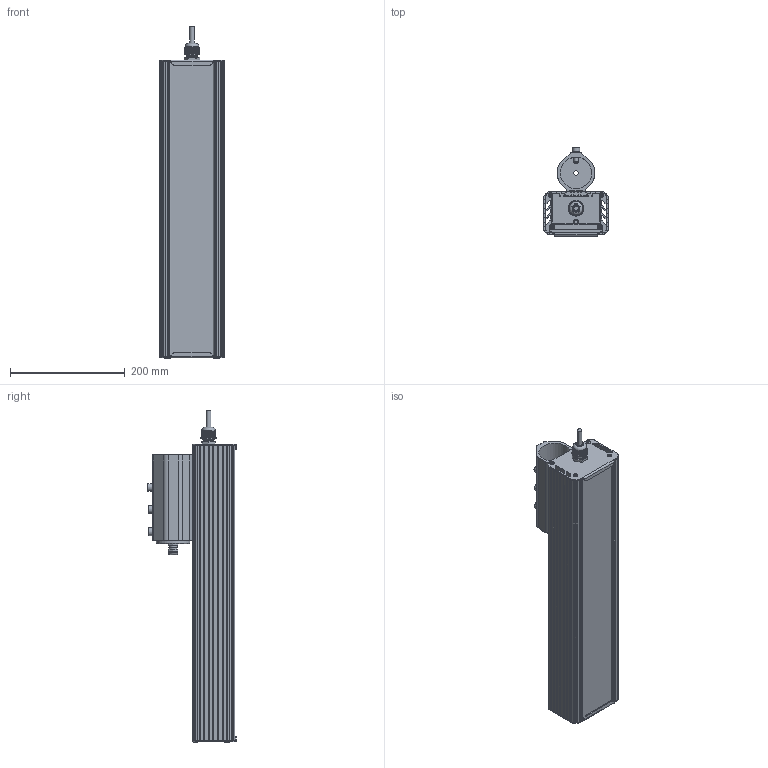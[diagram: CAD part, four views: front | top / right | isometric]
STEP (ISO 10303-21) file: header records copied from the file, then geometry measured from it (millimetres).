
FILE_DESCRIPTION(('STEP AP214'), '1');
FILE_NAME('001.0101.07.000 - ÃÑÓ-Ïðèìà 70', '', ('UNSPECIFIED'), ('UNSPECIFIED'), 'C3D Converter', 'C3D Toolkit', '');
FILE_SCHEMA(('AUTOMOTIVE_DESIGN { 1 0 10303 214 3 1 1}'));
Length unit declared in the file: millimetre
Products named in the file (27): 001.0101.07.000
Assembly tree (54 placements, depth 4):
  001.0101.07.000
    (unnamed)
      (unnamed)
      (unnamed)
      (unnamed)  x4
      (unnamed)
      (unnamed)  x4
      (unnamed)
      (unnamed)
      (unnamed)
      (unnamed)  x7
        (unnamed)
        (unnamed)
        (unnamed)
        (unnamed)
        (unnamed)
        (unnamed)
        (unnamed)
        (unnamed)
        (unnamed)
    (unnamed)
      (unnamed)
      (unnamed)
      (unnamed)
      (unnamed)  x3
    (unnamed)
      (unnamed)
Bounding box: 112.19 x 155.17 x 579.43 mm (x, y, z)
Volume: 1159791.4 mm3; surface area: 909937.6 mm2
Topology: 260 solids, 260 shells, 3312 faces, 8192 edges, 5509 vertices
Faces by surface type: plane 2164, cylinder 983, cone 91, bspline 33, sphere 21, torus 20
Full cylindrical faces by diameter (mm): 1 x21, 2 x14, 2.5 x28, 2.8 x175, 3.2 x21, 3.5 x35, 4 x8, 8 x17, 12 x1, 12.5 x1, 13.333 x3, 14 x1, 15 x1, 16 x2, 18.5 x3, 20 x1, 23.5 x1, 27 x1, 55 x1, 58.518 x1
Entity records: 85520 total; most frequent: CARTESIAN_POINT 40079, DIRECTION 8430, ORIENTED_EDGE 8274, EDGE_CURVE 4137, AXIS2_PLACEMENT_3D 3004, VERTEX_POINT 2851, LINE 2422, VECTOR 2422
